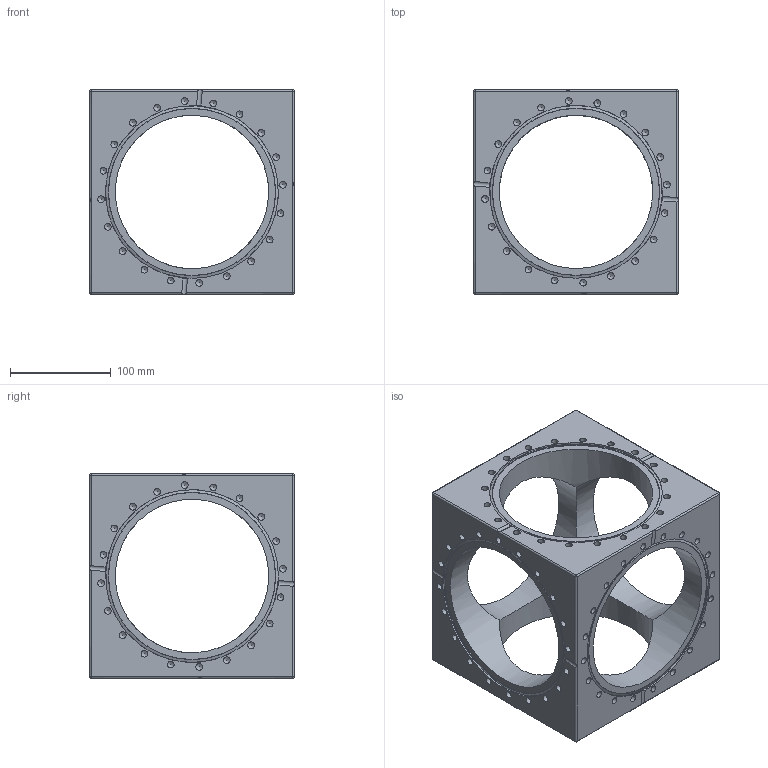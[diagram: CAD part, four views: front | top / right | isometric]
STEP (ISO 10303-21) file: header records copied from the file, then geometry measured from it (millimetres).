
FILE_DESCRIPTION((''),'2;1');
FILE_NAME('CUBE150.stp','2009-04-30T15:57:07',('hasers'),(''),'Autodesk Inventor 2008','Autodesk Inventor 2008','');
FILE_SCHEMA(('AUTOMOTIVE_DESIGN { 1 0 10303 214 1 1 1 1 }'));
Length unit declared in the file: millimetre
Products named in the file (1): CUBE150
Bounding box: 203 x 203 x 203 mm (x, y, z)
Volume: 2173590 mm3; surface area: 265143.8 mm2
Topology: 1 solids, 1 shells, 314 faces, 920 edges, 596 vertices
Faces by surface type: bspline 240, cylinder 36, plane 18, cone 12, sphere 8
Full cylindrical faces by diameter (mm): 152.4 x6, 171.5 x6
Entity records: 10650 total; most frequent: CARTESIAN_POINT 5855, DIRECTION 834, ORIENTED_EDGE 792, EDGE_LOOP 584, EDGE_CURVE 396, AXIS2_PLACEMENT_3D 387, VERTEX_POINT 344, FACE_OUTER_BOUND 314
